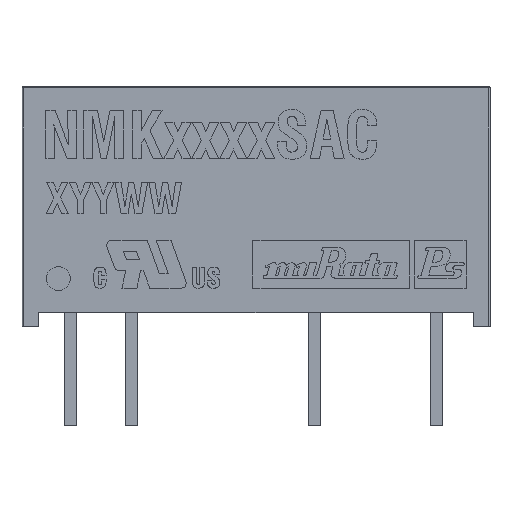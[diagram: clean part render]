
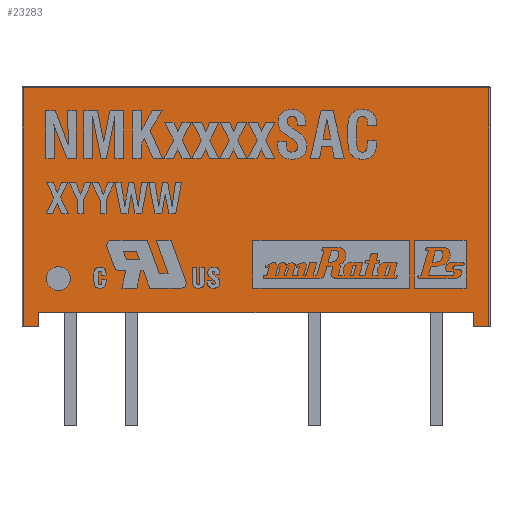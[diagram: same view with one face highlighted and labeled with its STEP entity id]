
A CAD part, top view. The second image highlights one B-rep face of the part: STEP entity #23283.
In plain terms, the highlighted planar face has unit normal (0, 0, 1).
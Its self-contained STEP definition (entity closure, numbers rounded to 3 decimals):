
#533 = VERTEX_POINT ( 'NONE', #13348 ) ;
#1175 = VERTEX_POINT ( 'NONE', #7184 ) ;
#2002 = EDGE_CURVE ( 'NONE', #22731, #27367, #20336, .T. ) ;
#2343 = VECTOR ( 'NONE', #13334, 1000. ) ;
#2583 = VECTOR ( 'NONE', #6587, 1000. ) ;
#2913 = DIRECTION ( 'NONE',  ( 0., 1., 0. ) ) ;
#3264 = CARTESIAN_POINT ( 'NONE',  ( 17.42, 4.1, 6.25 ) ) ;
#3354 = LINE ( 'NONE', #3264, #26171 ) ;
#3538 = ORIENTED_EDGE ( 'NONE', *, *, #10058, .T. ) ;
#4259 = ORIENTED_EDGE ( 'NONE', *, *, #7241, .T. ) ;
#5447 = VECTOR ( 'NONE', #2913, 1000. ) ;
#5555 = VERTEX_POINT ( 'NONE', #17574 ) ;
#5681 = CARTESIAN_POINT ( 'NONE',  ( 16.77, 4.7, 6.25 ) ) ;
#6092 = DIRECTION ( 'NONE',  ( -1., 0., 0. ) ) ;
#6587 = DIRECTION ( 'NONE',  ( 0., -1., 0. ) ) ;
#6619 = EDGE_CURVE ( 'NONE', #5555, #27367, #8839, .T. ) ;
#7184 = CARTESIAN_POINT ( 'NONE',  ( 17.42, 4.1, 6.25 ) ) ;
#7241 = EDGE_CURVE ( 'NONE', #9690, #5555, #14434, .T. ) ;
#8698 = DIRECTION ( 'NONE',  ( 0., 0., -1. ) ) ;
#8839 = LINE ( 'NONE', #25404, #2343 ) ;
#9690 = VERTEX_POINT ( 'NONE', #23356 ) ;
#10058 = EDGE_CURVE ( 'NONE', #22731, #533, #11965, .T. ) ;
#10977 = CARTESIAN_POINT ( 'NONE',  ( -2.03, 14.05, 6.25 ) ) ;
#11008 = DIRECTION ( 'NONE',  ( -1., 0., 0. ) ) ;
#11965 = LINE ( 'NONE', #12671, #5447 ) ;
#12032 = AXIS2_PLACEMENT_3D ( 'NONE', #23193, #8698, #25648 ) ;
#12076 = EDGE_CURVE ( 'NONE', #533, #27936, #17035, .T. ) ;
#12570 = VECTOR ( 'NONE', #6092, 1000. ) ;
#12613 = DIRECTION ( 'NONE',  ( 1., 0., 0. ) ) ;
#12671 = CARTESIAN_POINT ( 'NONE',  ( -1.33, 4.1, 6.25 ) ) ;
#12696 = DIRECTION ( 'NONE',  ( 0., 1., 0. ) ) ;
#13334 = DIRECTION ( 'NONE',  ( 0., -1., 0. ) ) ;
#13348 = CARTESIAN_POINT ( 'NONE',  ( -1.33, 4.7, 6.25 ) ) ;
#13905 = VECTOR ( 'NONE', #11008, 1000. ) ;
#14284 = ORIENTED_EDGE ( 'NONE', *, *, #16462, .T. ) ;
#14434 = LINE ( 'NONE', #10977, #26578 ) ;
#15757 = CARTESIAN_POINT ( 'NONE',  ( -2.03, 4.1, 6.25 ) ) ;
#16402 = VERTEX_POINT ( 'NONE', #17440 ) ;
#16462 = EDGE_CURVE ( 'NONE', #1175, #9690, #3354, .T. ) ;
#16679 = EDGE_CURVE ( 'NONE', #27936, #16402, #27665, .T. ) ;
#17035 = LINE ( 'NONE', #29533, #23459 ) ;
#17440 = CARTESIAN_POINT ( 'NONE',  ( 16.77, 4.1, 6.25 ) ) ;
#17574 = CARTESIAN_POINT ( 'NONE',  ( -1.98, 14.05, 6.25 ) ) ;
#17849 = CARTESIAN_POINT ( 'NONE',  ( -1.33, 4.1, 6.25 ) ) ;
#19529 = ORIENTED_EDGE ( 'NONE', *, *, #26351, .F. ) ;
#20336 = LINE ( 'NONE', #15757, #13905 ) ;
#22467 = ORIENTED_EDGE ( 'NONE', *, *, #6619, .T. ) ;
#22591 = CARTESIAN_POINT ( 'NONE',  ( -1.98, 4.1, 6.25 ) ) ;
#22731 = VERTEX_POINT ( 'NONE', #17849 ) ;
#23193 = CARTESIAN_POINT ( 'NONE',  ( -2.03, 4.1, 6.25 ) ) ;
#23283 = ADVANCED_FACE ( 'NONE', ( #25147 ), #25533, .F. ) ;
#23284 = CARTESIAN_POINT ( 'NONE',  ( -2.03, 4.1, 6.25 ) ) ;
#23356 = CARTESIAN_POINT ( 'NONE',  ( 17.42, 14.05, 6.25 ) ) ;
#23459 = VECTOR ( 'NONE', #12613, 1000. ) ;
#23549 = CARTESIAN_POINT ( 'NONE',  ( 16.77, 4.1, 6.25 ) ) ;
#23803 = ORIENTED_EDGE ( 'NONE', *, *, #12076, .T. ) ;
#25147 = FACE_OUTER_BOUND ( 'NONE', #30556, .T. ) ;
#25404 = CARTESIAN_POINT ( 'NONE',  ( -1.98, 4.1, 6.25 ) ) ;
#25533 = PLANE ( 'NONE',  #12032 ) ;
#25648 = DIRECTION ( 'NONE',  ( 1., 0., 0. ) ) ;
#26171 = VECTOR ( 'NONE', #12696, 1000. ) ;
#26351 = EDGE_CURVE ( 'NONE', #1175, #16402, #31089, .T. ) ;
#26578 = VECTOR ( 'NONE', #30425, 1000. ) ;
#27367 = VERTEX_POINT ( 'NONE', #22591 ) ;
#27400 = ORIENTED_EDGE ( 'NONE', *, *, #2002, .F. ) ;
#27665 = LINE ( 'NONE', #23549, #2583 ) ;
#27936 = VERTEX_POINT ( 'NONE', #5681 ) ;
#29533 = CARTESIAN_POINT ( 'NONE',  ( -1.33, 4.7, 6.25 ) ) ;
#30425 = DIRECTION ( 'NONE',  ( -1., 0., 0. ) ) ;
#30556 = EDGE_LOOP ( 'NONE', ( #19529, #14284, #4259, #22467, #27400, #3538, #23803, #31364 ) ) ;
#31089 = LINE ( 'NONE', #23284, #12570 ) ;
#31364 = ORIENTED_EDGE ( 'NONE', *, *, #16679, .T. ) ;
